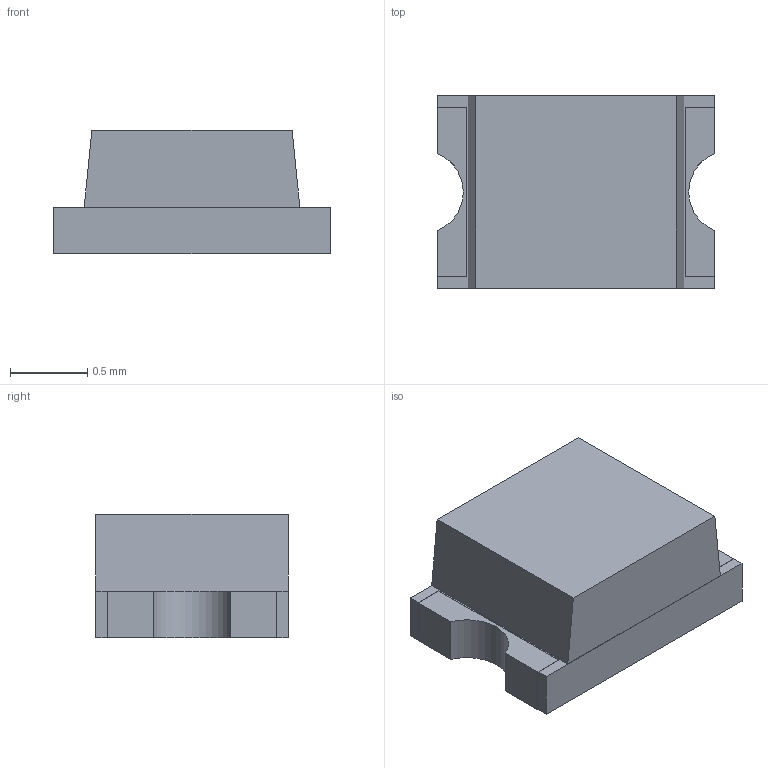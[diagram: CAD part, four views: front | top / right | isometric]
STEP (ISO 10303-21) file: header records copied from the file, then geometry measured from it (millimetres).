
FILE_DESCRIPTION(('FreeCAD Model'),'2;1');
FILE_NAME('LED_0805.step','2017-01-02T12:15:46',('Author'),(''), 'Open CASCADE STEP processor 6.8','FreeCAD','Unknown');
FILE_SCHEMA(('AUTOMOTIVE_DESIGN_CC2 { 1 2 10303 214 -1 1 5 4 }'));
Length unit declared in the file: millimetre
Products named in the file (2): ASSEMBLY; Compound
Assembly tree (1 placements, depth 2):
  ASSEMBLY
    Compound
Bounding box: 1.8 x 1.25 x 0.8 mm (x, y, z)
Volume: 1.5 mm3; surface area: 12.6 mm2
Topology: 3 solids, 3 shells, 48 faces, 119 edges, 78 vertices
Faces by surface type: plane 45, cylinder 3
Entity records: 3584 total; most frequent: CARTESIAN_POINT 797, DIRECTION 447, LINE 333, VECTOR 333, ORIENTED_EDGE 238, PCURVE 238, DEFINITIONAL_REPRESENTATION 238, EDGE_CURVE 119
